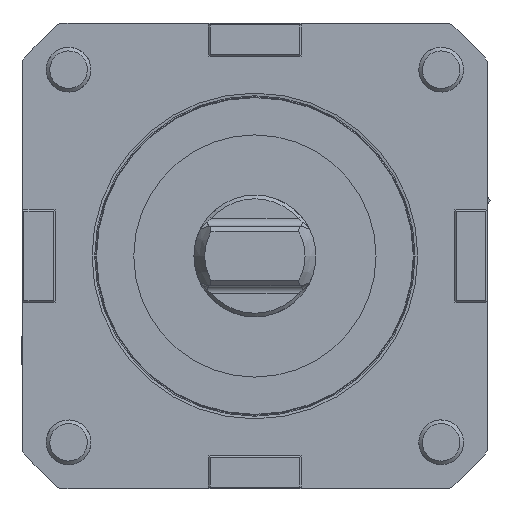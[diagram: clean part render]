
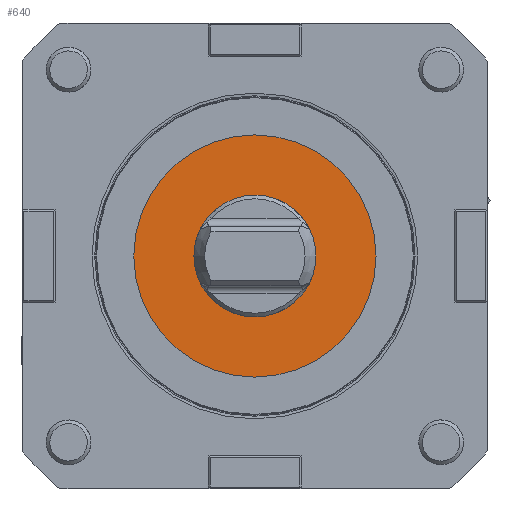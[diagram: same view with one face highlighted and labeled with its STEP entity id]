
A CAD part, front view. The second image highlights one B-rep face of the part: STEP entity #640.
In plain terms, the highlighted planar face has unit normal (0, -1, 0).
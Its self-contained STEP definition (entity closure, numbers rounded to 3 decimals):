
#640 = ADVANCED_FACE ( 'Defeature completata1_214', ( #18388, #7456 ), #20248, .T. ) ;
#2998 = CARTESIAN_POINT ( 'NONE',  ( -32.5, -100., 0. ) ) ;
#3875 = CARTESIAN_POINT ( 'NONE',  ( 0., -100., 0. ) ) ;
#5967 = EDGE_CURVE ( 'NONE', #23815, #23815, #16878, .T. ) ;
#7456 = FACE_OUTER_BOUND ( 'NONE', #27886, .T. ) ;
#9689 = DIRECTION ( 'NONE',  ( 0., 1., 0. ) ) ;
#11171 = CARTESIAN_POINT ( 'NONE',  ( 16.35, -100., 0. ) ) ;
#11951 = CARTESIAN_POINT ( 'NONE',  ( 0., -100., 0. ) ) ;
#12645 = DIRECTION ( 'NONE',  ( 1., 0., 0. ) ) ;
#12879 = CARTESIAN_POINT ( 'NONE',  ( -32.5, -100., 0. ) ) ;
#13413 = AXIS2_PLACEMENT_3D ( 'NONE', #2998, #27136, #24847 ) ;
#16878 = CIRCLE ( 'NONE', #17782, 32.5 ) ;
#17782 = AXIS2_PLACEMENT_3D ( 'NONE', #11951, #9689, #20703 ) ;
#18388 = FACE_BOUND ( 'NONE', #21873, .T. ) ;
#19758 = VERTEX_POINT ( 'NONE', #11171 ) ;
#20248 = PLANE ( 'NONE',  #13413 ) ;
#20510 = ORIENTED_EDGE ( 'NONE', *, *, #5967, .F. ) ;
#20703 = DIRECTION ( 'NONE',  ( -1., 0., 0. ) ) ;
#21046 = ORIENTED_EDGE ( 'NONE', *, *, #25540, .T. ) ;
#21873 = EDGE_LOOP ( 'NONE', ( #21046 ) ) ;
#22417 = AXIS2_PLACEMENT_3D ( 'NONE', #3875, #28000, #12645 ) ;
#23815 = VERTEX_POINT ( 'NONE', #12879 ) ;
#24847 = DIRECTION ( 'NONE',  ( 1., 0., 0. ) ) ;
#25540 = EDGE_CURVE ( 'NONE', #19758, #19758, #27922, .T. ) ;
#27136 = DIRECTION ( 'NONE',  ( 0., -1., 0. ) ) ;
#27886 = EDGE_LOOP ( 'NONE', ( #20510 ) ) ;
#27922 = CIRCLE ( 'NONE', #22417, 16.35 ) ;
#28000 = DIRECTION ( 'NONE',  ( 0., 1., 0. ) ) ;
